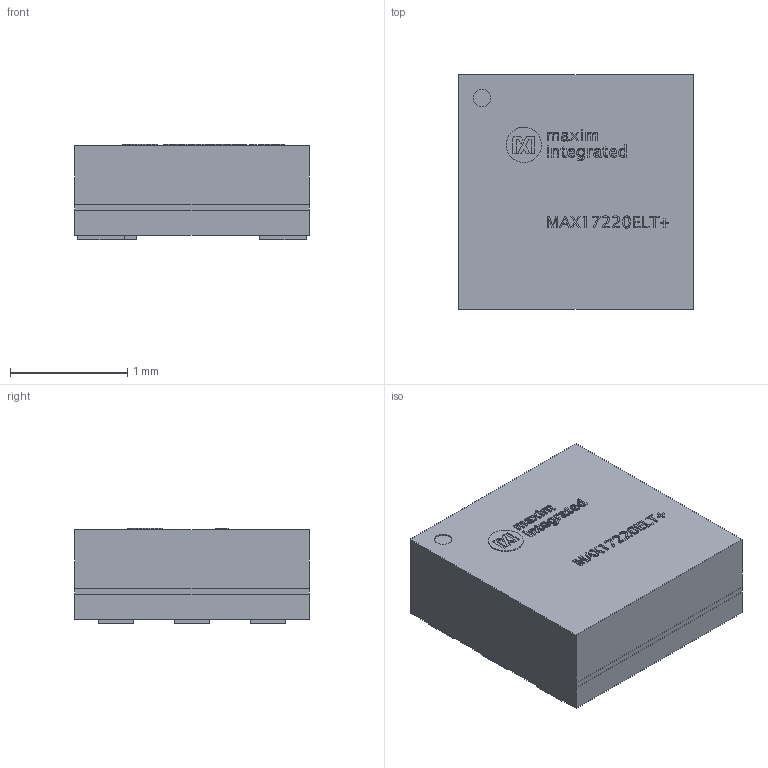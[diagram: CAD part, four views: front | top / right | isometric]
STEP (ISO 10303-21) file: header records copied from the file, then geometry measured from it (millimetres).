
FILE_DESCRIPTION (( 'STEP AP214' ), '1' );
FILE_NAME ('MAX17220ELT.STEP', '2019-05-08T21:53:18', ( '' ), ( '' ), 'SwSTEP 2.0', 'SolidWorks 2019', '' );
FILE_SCHEMA (( 'AUTOMOTIVE_DESIGN' ));
Length unit declared in the file: millimetre
Products named in the file (5): MAX17220ELT_Logo; MAX17220ELT_Body; MAX17220ELT_Pin_1 maarking; MAX17220ELT; MAX17220ELT_Pin
Assembly tree (4 placements, depth 2):
  MAX17220ELT
    MAX17220ELT_Body
    MAX17220ELT_Pin_1 maarking
    MAX17220ELT_Pin
    MAX17220ELT_Logo
Bounding box: 2 x 2 x 0.81 mm (x, y, z)
Volume: 3.1 mm3; surface area: 32.8 mm2
Topology: 40 solids, 40 shells, 548 faces, 1383 edges, 922 vertices
Faces by surface type: plane 391, bspline 153, cylinder 4
Entity records: 23011 total; most frequent: CARTESIAN_POINT 10285, ORIENTED_EDGE 2766, DIRECTION 1889, EDGE_CURVE 1383, VECTOR 1069, LINE 1069, VERTEX_POINT 922, EDGE_LOOP 575
